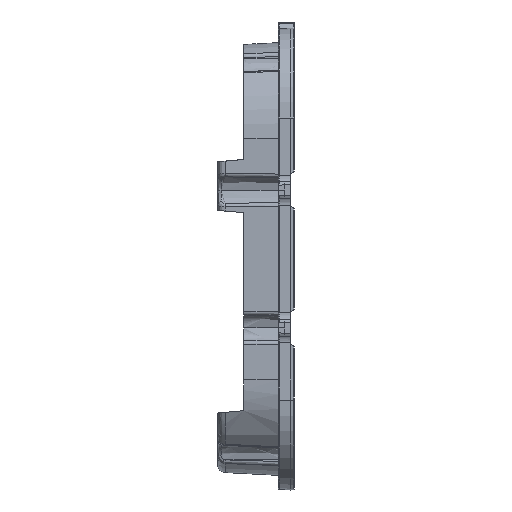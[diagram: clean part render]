
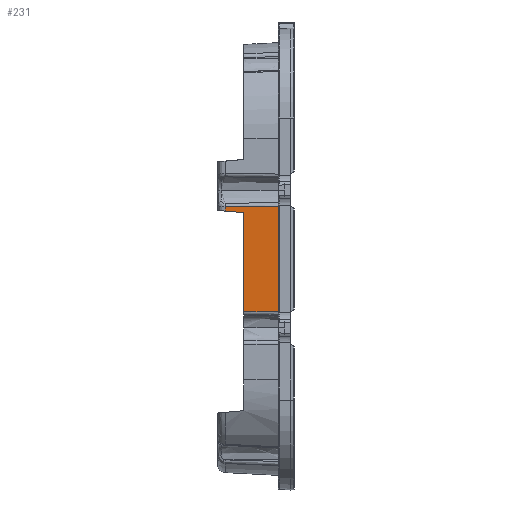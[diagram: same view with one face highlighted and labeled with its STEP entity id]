
A CAD part, left-side view. The second image highlights one B-rep face of the part: STEP entity #231.
In plain terms, the highlighted planar face has unit normal (-0.999, 0.052, 0).
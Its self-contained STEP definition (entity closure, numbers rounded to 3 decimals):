
#231=ADVANCED_FACE('',(#1015),#12669,.T.);
#1015=FACE_OUTER_BOUND('',#1771,.T.);
#1771=EDGE_LOOP('',(#3467,#3468,#3469,#3470,#3471,#3472));
#3467=ORIENTED_EDGE('',*,*,#6746,.T.);
#3468=ORIENTED_EDGE('',*,*,#6303,.T.);
#3469=ORIENTED_EDGE('',*,*,#6745,.F.);
#3470=ORIENTED_EDGE('',*,*,#6749,.T.);
#3471=ORIENTED_EDGE('',*,*,#6748,.T.);
#3472=ORIENTED_EDGE('',*,*,#6747,.T.);
#6303=EDGE_CURVE('',#11079,#11080,#9879,.T.);
#6745=EDGE_CURVE('',#11277,#11080,#10105,.T.);
#6746=EDGE_CURVE('',#11278,#11079,#10106,.T.);
#6747=EDGE_CURVE('',#11279,#11278,#10107,.T.);
#6748=EDGE_CURVE('',#11280,#11279,#10108,.T.);
#6749=EDGE_CURVE('',#11277,#11280,#10109,.T.);
#9879=B_SPLINE_CURVE_WITH_KNOTS('',1,(#26803,#26804),.UNSPECIFIED.,.F.,
 .F.,(2,2),(0.,26.06),.UNSPECIFIED.);
#10105=B_SPLINE_CURVE_WITH_KNOTS('',3,(#28278,#28279,#28280,#28281,#28282,
#28283),.UNSPECIFIED.,.F.,.F.,(4,1,1,4),(0.,4.375,8.749,
13.124),.UNSPECIFIED.);
#10106=B_SPLINE_CURVE_WITH_KNOTS('',3,(#28284,#28285,#28286,#28287,#28288,
#28289),.UNSPECIFIED.,.F.,.F.,(4,1,1,4),(-8.513,-5.675,
-2.838,0.),.UNSPECIFIED.);
#10107=B_SPLINE_CURVE_WITH_KNOTS('',1,(#28290,#28291),.UNSPECIFIED.,.F.,
 .F.,(2,2),(-24.341,0.),.UNSPECIFIED.);
#10108=B_SPLINE_CURVE_WITH_KNOTS('',1,(#28292,#28293),.UNSPECIFIED.,.F.,
 .F.,(2,2),(-4.629,0.),.UNSPECIFIED.);
#10109=B_SPLINE_CURVE_WITH_KNOTS('',1,(#28294,#28295),.UNSPECIFIED.,.F.,
 .F.,(2,2),(-1.022,0.),.UNSPECIFIED.);
#11079=VERTEX_POINT('',#25971);
#11080=VERTEX_POINT('',#25972);
#11277=VERTEX_POINT('',#26169);
#11278=VERTEX_POINT('',#26170);
#11279=VERTEX_POINT('',#26171);
#11280=VERTEX_POINT('',#26172);
#12669=PLANE('',#13000);
#13000=AXIS2_PLACEMENT_3D('',#22271,#14212,$);
#14212=DIRECTION('',(-0.999,0.052,0.));
#22271=CARTESIAN_POINT('',(-110.478,20.318,56.2));
#25971=CARTESIAN_POINT('',(-110.4,21.8,58.97));
#25972=CARTESIAN_POINT('',(-110.4,21.8,85.03));
#26169=CARTESIAN_POINT('',(-109.713,34.905,84.856));
#26170=CARTESIAN_POINT('',(-109.955,30.3,59.091));
#26171=CARTESIAN_POINT('',(-109.955,30.3,83.431));
#26172=CARTESIAN_POINT('',(-109.713,34.905,83.834));
#26803=CARTESIAN_POINT('',(-110.4,21.8,58.97));
#26804=CARTESIAN_POINT('',(-110.4,21.8,85.03));
#28278=CARTESIAN_POINT('',(-109.713,34.905,84.856));
#28279=CARTESIAN_POINT('',(-109.79,33.449,84.872));
#28280=CARTESIAN_POINT('',(-109.942,30.536,84.905));
#28281=CARTESIAN_POINT('',(-110.171,26.168,84.963));
#28282=CARTESIAN_POINT('',(-110.324,23.256,85.007));
#28283=CARTESIAN_POINT('',(-110.4,21.8,85.03));
#28284=CARTESIAN_POINT('',(-109.955,30.3,59.091));
#28285=CARTESIAN_POINT('',(-110.004,29.356,59.079));
#28286=CARTESIAN_POINT('',(-110.103,27.467,59.055));
#28287=CARTESIAN_POINT('',(-110.252,24.633,59.014));
#28288=CARTESIAN_POINT('',(-110.351,22.744,58.985));
#28289=CARTESIAN_POINT('',(-110.4,21.8,58.97));
#28290=CARTESIAN_POINT('',(-109.955,30.3,83.431));
#28291=CARTESIAN_POINT('',(-109.955,30.3,59.091));
#28292=CARTESIAN_POINT('',(-109.713,34.905,83.834));
#28293=CARTESIAN_POINT('',(-109.955,30.3,83.431));
#28294=CARTESIAN_POINT('',(-109.713,34.905,84.856));
#28295=CARTESIAN_POINT('',(-109.713,34.905,83.834));
